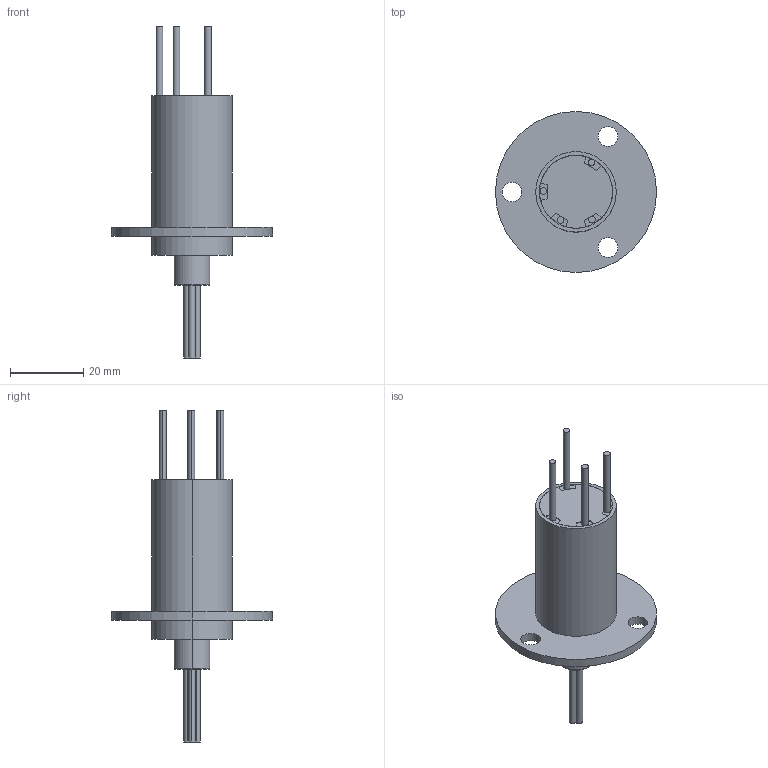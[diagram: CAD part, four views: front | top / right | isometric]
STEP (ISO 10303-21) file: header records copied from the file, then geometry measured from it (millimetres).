
FILE_DESCRIPTION (( 'STEP AP203' ), '1' );
FILE_NAME ('MW1410.STEP', '2020-07-20T02:24:53', ( 'gongcheng1' ), ( '' ), 'SwSTEP 2.0', 'SolidWorks 2014', '' );
FILE_SCHEMA (( 'CONFIG_CONTROL_DESIGN' ));
Length unit declared in the file: millimetre
Products named in the file (1): MW1410
Bounding box: 44 x 44 x 90.7 mm (x, y, z)
Volume: 20145.2 mm3; surface area: 7596.2 mm2
Topology: 1 solids, 1 shells, 78 faces, 184 edges, 122 vertices
Faces by surface type: cylinder 41, plane 35, torus 2
Entity records: 2379 total; most frequent: DIRECTION 438, CARTESIAN_POINT 388, ORIENTED_EDGE 368, EDGE_CURVE 184, AXIS2_PLACEMENT_3D 176, VERTEX_POINT 122, EDGE_LOOP 98, CIRCLE 97
